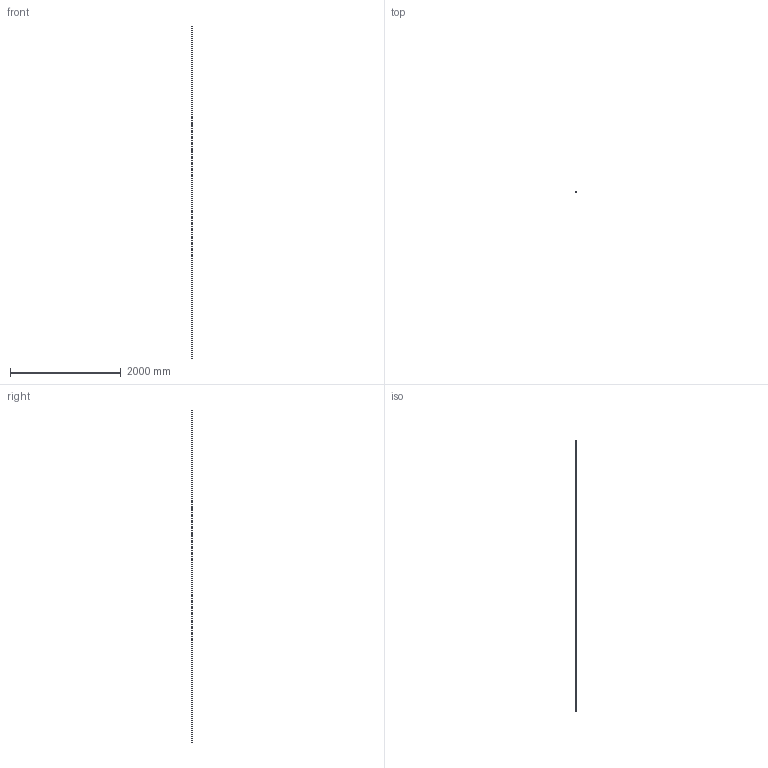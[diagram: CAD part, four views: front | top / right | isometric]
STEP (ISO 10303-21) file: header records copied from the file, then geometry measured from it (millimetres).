
FILE_DESCRIPTION (( 'STEP AP203' ), '1' );
FILE_NAME ('57101-ST.step', '2021-12-22T10:33:15', ( '' ), ( '' ), 'SwSTEP 2.0', 'SolidWorks 2018', '' );
FILE_SCHEMA (( 'CONFIG_CONTROL_DESIGN' ));
Length unit declared in the file: millimetre
Products named in the file (2): 57101-ST
Bounding box: 12 x 12 x 6000 mm (x, y, z)
Volume: 678583.8 mm3; surface area: 226425.8 mm2
Topology: 1 solids, 1 shells, 196 faces, 522 edges, 348 vertices
Faces by surface type: plane 114, bspline 80, cylinder 2
Entity records: 10269 total; most frequent: CARTESIAN_POINT 5772, ORIENTED_EDGE 1044, DIRECTION 602, EDGE_CURVE 522, LINE 358, VECTOR 358, VERTEX_POINT 348, EDGE_LOOP 216
